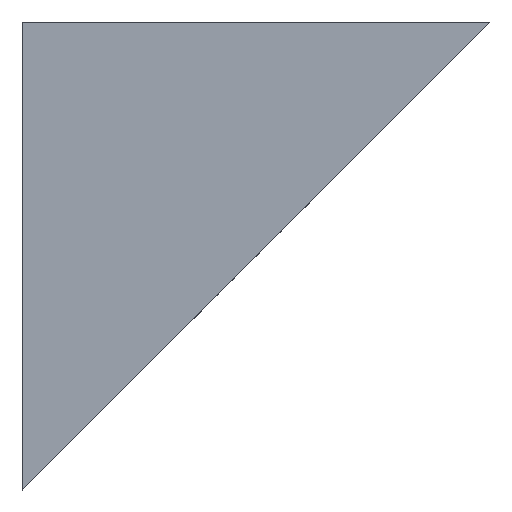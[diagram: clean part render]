
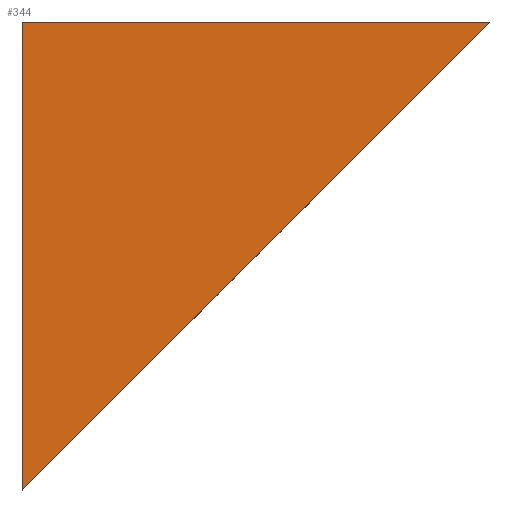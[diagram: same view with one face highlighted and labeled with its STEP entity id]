
A CAD part, top view. The second image highlights one B-rep face of the part: STEP entity #344.
In plain terms, the highlighted planar face has unit normal (0, 0, 1).
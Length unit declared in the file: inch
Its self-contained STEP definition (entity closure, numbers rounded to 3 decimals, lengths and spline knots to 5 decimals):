
#23 = VECTOR ( 'NONE', #292, 39.37008 ) ;
#27 = CARTESIAN_POINT ( 'NONE',  ( -4.26002, 3.62505, 0. ) ) ;
#38 = EDGE_CURVE ( 'NONE', #296, #78, #228, .T. ) ;
#42 = DIRECTION ( 'NONE',  ( -1., 0., 0. ) ) ;
#62 = PLANE ( 'NONE',  #68 ) ;
#68 = AXIS2_PLACEMENT_3D ( 'NONE', #231, #148, #42 ) ;
#72 = ORIENTED_EDGE ( 'NONE', *, *, #38, .T. ) ;
#77 = VECTOR ( 'NONE', #338, 39.37008 ) ;
#78 = VERTEX_POINT ( 'NONE', #168 ) ;
#80 = DIRECTION ( 'NONE',  ( 0.707, 0.707, 0. ) ) ;
#93 = CARTESIAN_POINT ( 'NONE',  ( -4.26002, 2.62505, 0. ) ) ;
#97 = FACE_OUTER_BOUND ( 'NONE', #238, .T. ) ;
#143 = ORIENTED_EDGE ( 'NONE', *, *, #204, .T. ) ;
#148 = DIRECTION ( 'NONE',  ( 0., 0., -1. ) ) ;
#168 = CARTESIAN_POINT ( 'NONE',  ( -3.26002, 3.62505, 0. ) ) ;
#204 = EDGE_CURVE ( 'NONE', #303, #296, #260, .T. ) ;
#208 = VECTOR ( 'NONE', #80, 39.37008 ) ;
#228 = LINE ( 'NONE', #333, #208 ) ;
#231 = CARTESIAN_POINT ( 'NONE',  ( 0., 0., 0. ) ) ;
#238 = EDGE_LOOP ( 'NONE', ( #345, #143, #72 ) ) ;
#260 = LINE ( 'NONE', #27, #23 ) ;
#292 = DIRECTION ( 'NONE',  ( 0., -1., 0. ) ) ;
#294 = EDGE_CURVE ( 'NONE', #78, #303, #337, .T. ) ;
#296 = VERTEX_POINT ( 'NONE', #93 ) ;
#303 = VERTEX_POINT ( 'NONE', #312 ) ;
#311 = CARTESIAN_POINT ( 'NONE',  ( -4.26002, 3.62505, 0. ) ) ;
#312 = CARTESIAN_POINT ( 'NONE',  ( -4.26002, 3.62505, 0. ) ) ;
#333 = CARTESIAN_POINT ( 'NONE',  ( -4.26002, 2.62505, 0. ) ) ;
#337 = LINE ( 'NONE', #311, #77 ) ;
#338 = DIRECTION ( 'NONE',  ( -1., 0., 0. ) ) ;
#344 = ADVANCED_FACE ( 'NONE', ( #97 ), #62, .F. ) ;
#345 = ORIENTED_EDGE ( 'NONE', *, *, #294, .T. ) ;
